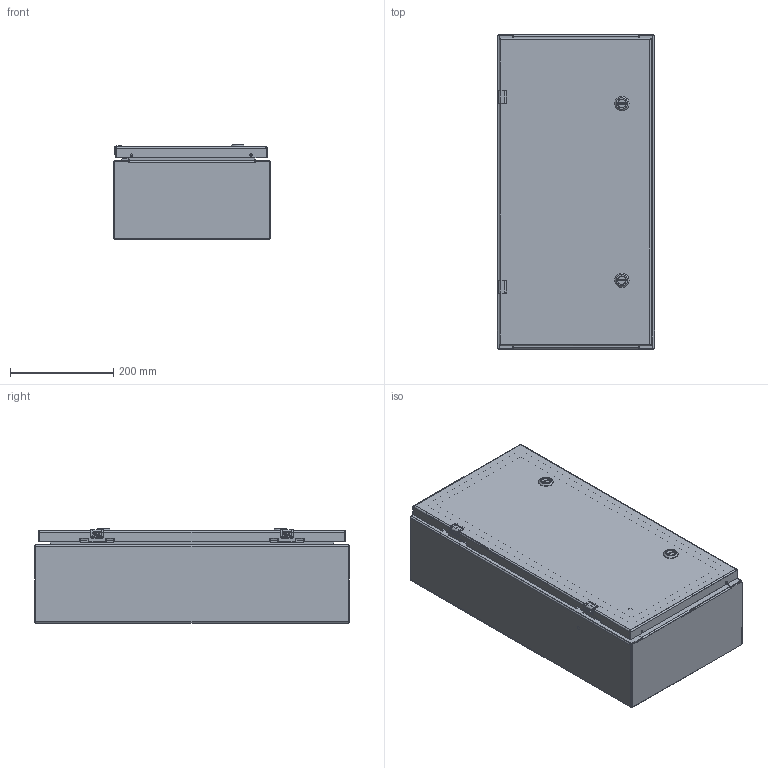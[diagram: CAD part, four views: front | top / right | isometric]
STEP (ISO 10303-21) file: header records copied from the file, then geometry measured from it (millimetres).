
FILE_DESCRIPTION (( 'STEP AP203' ), '1' );
FILE_NAME ('SCE-24EL1206LPLG.step', '2021-02-09T15:12:23', ( 'ADC123' ), ( 'Microsoft' ), 'SwSTEP 2.0', 'SolidWorks 2019', '' );
FILE_SCHEMA (( 'CONFIG_CONTROL_DESIGN' ));
Products named in the file (1): SCE-24EL1206LPLG
Bounding box: 304.8 x 609.6 x 183.65 mm (x, y, z)
Surface area: 1903341.9 mm2 (no closed solid volume)
Topology: 0 solids, 44 shells, 2256 faces, 5764 edges, 3634 vertices
Faces by surface type: plane 1122, cylinder 696, bspline 362, cone 54, torus 22
Full cylindrical faces by diameter (mm): 1.016 x2, 3.454 x2, 3.962 x2, 3.978 x2, 4.318 x6, 4.369 x4, 4.775 x4, 4.978 x8, 5 x2, 5.182 x4, 5.207 x4, 5.232 x4, 5.5 x2, 5.537 x2, 6.096 x4, 6.198 x4, 6.299 x2, 6.35 x4, 6.756 x4, 7.137 x4, 8.433 x4, 9.296 x4, 9.322 x4, 9.525 x4, 9.9 x2, 10 x2, 11.113 x4, 12.7 x4, 12.8 x2, 13.5 x2
Entity records: 87404 total; most frequent: CARTESIAN_POINT 36805, ORIENTED_EDGE 10778, DIRECTION 9622, EDGE_CURVE 5400, VERTEX_POINT 3520, AXIS2_PLACEMENT_3D 3259, VECTOR 3104, LINE 3104
